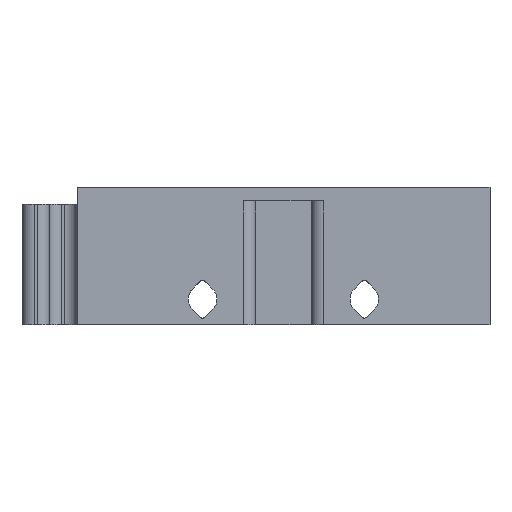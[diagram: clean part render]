
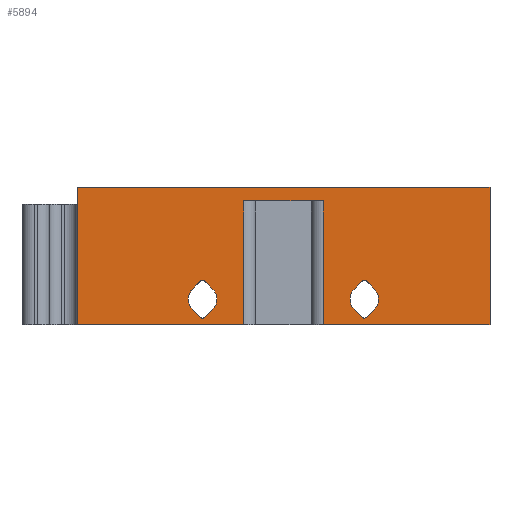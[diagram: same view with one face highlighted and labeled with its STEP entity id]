
A CAD part, front view. The second image highlights one B-rep face of the part: STEP entity #5894.
In plain terms, the highlighted planar face has unit normal (0, -1, 0).
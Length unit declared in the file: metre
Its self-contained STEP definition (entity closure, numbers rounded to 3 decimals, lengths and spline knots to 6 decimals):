
#119=CIRCLE('',#6226,0.0004);
#127=CIRCLE('',#6242,0.002075);
#135=CIRCLE('',#6254,0.002075);
#151=CIRCLE('',#6300,0.0004);
#153=CIRCLE('',#6303,0.002075);
#167=CIRCLE('',#6333,0.002075);
#168=CIRCLE('',#6334,0.0004);
#169=CIRCLE('',#6335,0.0004);
#886=ORIENTED_EDGE('',*,*,#2636,.T.);
#887=ORIENTED_EDGE('',*,*,#2194,.F.);
#888=ORIENTED_EDGE('',*,*,#2637,.T.);
#889=ORIENTED_EDGE('',*,*,#2372,.T.);
#890=ORIENTED_EDGE('',*,*,#2638,.F.);
#891=ORIENTED_EDGE('',*,*,#2639,.T.);
#892=ORIENTED_EDGE('',*,*,#2640,.T.);
#893=ORIENTED_EDGE('',*,*,#2356,.T.);
#894=ORIENTED_EDGE('',*,*,#2641,.F.);
#895=ORIENTED_EDGE('',*,*,#2642,.T.);
#896=ORIENTED_EDGE('',*,*,#2643,.F.);
#897=ORIENTED_EDGE('',*,*,#2599,.F.);
#898=ORIENTED_EDGE('',*,*,#2587,.F.);
#899=ORIENTED_EDGE('',*,*,#2556,.F.);
#900=ORIENTED_EDGE('',*,*,#2584,.F.);
#901=ORIENTED_EDGE('',*,*,#2644,.T.);
#902=ORIENTED_EDGE('',*,*,#2454,.F.);
#903=ORIENTED_EDGE('',*,*,#2469,.T.);
#904=ORIENTED_EDGE('',*,*,#2481,.T.);
#905=ORIENTED_EDGE('',*,*,#2493,.T.);
#906=ORIENTED_EDGE('',*,*,#2518,.T.);
#907=ORIENTED_EDGE('',*,*,#2645,.T.);
#908=ORIENTED_EDGE('',*,*,#2536,.F.);
#909=ORIENTED_EDGE('',*,*,#2504,.T.);
#2194=EDGE_CURVE('',#3099,#3100,#3691,.F.);
#2356=EDGE_CURVE('',#3246,#3245,#3819,.F.);
#2372=EDGE_CURVE('',#3262,#3261,#3827,.F.);
#2454=EDGE_CURVE('',#3339,#3336,#3881,.T.);
#2469=EDGE_CURVE('',#3339,#3353,#119,.T.);
#2481=EDGE_CURVE('',#3353,#3361,#3900,.T.);
#2493=EDGE_CURVE('',#3361,#3369,#127,.T.);
#2504=EDGE_CURVE('',#3377,#3336,#135,.T.);
#2518=EDGE_CURVE('',#3369,#3386,#3920,.T.);
#2536=EDGE_CURVE('',#3377,#3401,#3931,.T.);
#2556=EDGE_CURVE('',#3417,#3414,#3945,.T.);
#2584=EDGE_CURVE('',#3441,#3417,#151,.F.);
#2587=EDGE_CURVE('',#3414,#3442,#153,.F.);
#2599=EDGE_CURVE('',#3442,#3452,#3969,.T.);
#2636=EDGE_CURVE('',#3245,#3100,#3993,.T.);
#2637=EDGE_CURVE('',#3099,#3262,#3994,.F.);
#2638=EDGE_CURVE('',#3481,#3261,#3995,.T.);
#2639=EDGE_CURVE('',#3481,#3482,#3996,.F.);
#2640=EDGE_CURVE('',#3482,#3246,#3997,.F.);
#2641=EDGE_CURVE('',#3483,#3484,#167,.F.);
#2642=EDGE_CURVE('',#3483,#3485,#3998,.T.);
#2643=EDGE_CURVE('',#3452,#3485,#168,.F.);
#2644=EDGE_CURVE('',#3441,#3484,#3999,.T.);
#2645=EDGE_CURVE('',#3386,#3401,#169,.T.);
#3099=VERTEX_POINT('',#8298);
#3100=VERTEX_POINT('',#8300);
#3245=VERTEX_POINT('',#8667);
#3246=VERTEX_POINT('',#8669);
#3261=VERTEX_POINT('',#8699);
#3262=VERTEX_POINT('',#8701);
#3336=VERTEX_POINT('',#8857);
#3339=VERTEX_POINT('',#8862);
#3353=VERTEX_POINT('',#8895);
#3361=VERTEX_POINT('',#8919);
#3369=VERTEX_POINT('',#8943);
#3377=VERTEX_POINT('',#8967);
#3386=VERTEX_POINT('',#8993);
#3401=VERTEX_POINT('',#9031);
#3414=VERTEX_POINT('',#9065);
#3417=VERTEX_POINT('',#9070);
#3441=VERTEX_POINT('',#9126);
#3442=VERTEX_POINT('',#9130);
#3452=VERTEX_POINT('',#9158);
#3481=VERTEX_POINT('',#9231);
#3482=VERTEX_POINT('',#9233);
#3483=VERTEX_POINT('',#9236);
#3484=VERTEX_POINT('',#9237);
#3485=VERTEX_POINT('',#9239);
#3691=LINE('',#8299,#4334);
#3819=LINE('',#8668,#4462);
#3827=LINE('',#8700,#4470);
#3881=LINE('',#8863,#4524);
#3900=LINE('',#8920,#4543);
#3920=LINE('',#8994,#4563);
#3931=LINE('',#9030,#4574);
#3945=LINE('',#9071,#4588);
#3969=LINE('',#9157,#4612);
#3993=LINE('',#9228,#4636);
#3994=LINE('',#9229,#4637);
#3995=LINE('',#9230,#4638);
#3996=LINE('',#9232,#4639);
#3997=LINE('',#9234,#4640);
#3998=LINE('',#9238,#4641);
#3999=LINE('',#9241,#4642);
#4334=VECTOR('',#6643,1.);
#4462=VECTOR('',#6869,1.);
#4470=VECTOR('',#6893,1.);
#4524=VECTOR('',#7009,1.);
#4543=VECTOR('',#7060,1.);
#4563=VECTOR('',#7138,1.);
#4574=VECTOR('',#7171,1.);
#4588=VECTOR('',#7205,1.);
#4612=VECTOR('',#7285,1.);
#4636=VECTOR('',#7345,1.);
#4637=VECTOR('',#7346,1.);
#4638=VECTOR('',#7347,1.);
#4639=VECTOR('',#7348,1.);
#4640=VECTOR('',#7349,1.);
#4641=VECTOR('',#7352,1.);
#4642=VECTOR('',#7355,1.);
#5067=EDGE_LOOP('',(#886,#887,#888,#889,#890,#891,#892,#893));
#5068=EDGE_LOOP('',(#894,#895,#896,#897,#898,#899,#900,#901));
#5069=EDGE_LOOP('',(#902,#903,#904,#905,#906,#907,#908,#909));
#5394=FACE_BOUND('',#5067,.T.);
#5395=FACE_BOUND('',#5068,.T.);
#5396=FACE_BOUND('',#5069,.T.);
#5676=PLANE('',#6332);
#5894=ADVANCED_FACE('',(#5394,#5395,#5396),#5676,.F.);
#6226=AXIS2_PLACEMENT_3D('',#8896,#7033,#7034);
#6242=AXIS2_PLACEMENT_3D('',#8944,#7081,#7082);
#6254=AXIS2_PLACEMENT_3D('',#8966,#7108,#7109);
#6300=AXIS2_PLACEMENT_3D('',#9127,#7250,#7251);
#6303=AXIS2_PLACEMENT_3D('',#9133,#7257,#7258);
#6332=AXIS2_PLACEMENT_3D('',#9227,#7343,#7344);
#6333=AXIS2_PLACEMENT_3D('',#9235,#7350,#7351);
#6334=AXIS2_PLACEMENT_3D('',#9240,#7353,#7354);
#6335=AXIS2_PLACEMENT_3D('',#9242,#7356,#7357);
#6643=DIRECTION('',(-1.,0.,0.));
#6869=DIRECTION('',(-1.,0.,0.));
#6893=DIRECTION('',(-1.,0.,0.));
#7009=DIRECTION('',(0.707,0.,0.707));
#7033=DIRECTION('',(0.,1.,0.));
#7034=DIRECTION('',(-1.,0.,0.));
#7060=DIRECTION('',(-0.707,0.,0.707));
#7081=DIRECTION('',(0.,1.,0.));
#7082=DIRECTION('',(-1.,0.,0.));
#7108=DIRECTION('',(0.,1.,0.));
#7109=DIRECTION('',(-1.,0.,0.));
#7138=DIRECTION('',(0.707,0.,0.707));
#7171=DIRECTION('',(-0.707,0.,0.707));
#7205=DIRECTION('',(0.707,0.,0.707));
#7250=DIRECTION('',(0.,1.,0.));
#7251=DIRECTION('',(-1.,0.,0.));
#7257=DIRECTION('',(0.,1.,0.));
#7258=DIRECTION('',(-1.,0.,0.));
#7285=DIRECTION('',(-0.707,0.,0.707));
#7343=DIRECTION('',(0.,1.,0.));
#7344=DIRECTION('',(-1.,0.,0.));
#7345=DIRECTION('',(0.,0.,1.));
#7346=DIRECTION('',(0.,0.,1.));
#7347=DIRECTION('',(0.,0.,-1.));
#7348=DIRECTION('',(-1.,0.,0.));
#7349=DIRECTION('',(0.,0.,1.));
#7350=DIRECTION('',(0.,1.,0.));
#7351=DIRECTION('',(-1.,0.,0.));
#7352=DIRECTION('',(0.707,0.,0.707));
#7353=DIRECTION('',(0.,1.,0.));
#7354=DIRECTION('',(-1.,0.,0.));
#7355=DIRECTION('',(-0.707,0.,0.707));
#7356=DIRECTION('',(0.,1.,0.));
#7357=DIRECTION('',(-1.,0.,0.));
#8298=CARTESIAN_POINT('',(1.590025,0.630025,0.38));
#8299=CARTESIAN_POINT('',(1.662111,0.630025,0.38));
#8300=CARTESIAN_POINT('',(1.65,0.630025,0.38));
#8667=CARTESIAN_POINT('',(1.65,0.630025,0.36));
#8668=CARTESIAN_POINT('',(1.662111,0.630025,0.36));
#8669=CARTESIAN_POINT('',(1.625778,0.630025,0.36));
#8699=CARTESIAN_POINT('',(1.614222,0.630025,0.36));
#8700=CARTESIAN_POINT('',(1.662111,0.630025,0.36));
#8701=CARTESIAN_POINT('',(1.590025,0.630025,0.36));
#8857=CARTESIAN_POINT('',(1.633201,0.630025,0.362266));
#8862=CARTESIAN_POINT('',(1.632016,0.630025,0.361082));
#8863=CARTESIAN_POINT('',(1.656523,0.630025,0.385588));
#8895=CARTESIAN_POINT('',(1.631451,0.630025,0.361082));
#8896=CARTESIAN_POINT('',(1.631733,0.630025,0.361365));
#8919=CARTESIAN_POINT('',(1.630266,0.630025,0.362266));
#8920=CARTESIAN_POINT('',(1.637322,0.630025,0.355211));
#8943=CARTESIAN_POINT('',(1.630266,0.630025,0.365201));
#8944=CARTESIAN_POINT('',(1.631733,0.630025,0.363733));
#8966=CARTESIAN_POINT('',(1.631733,0.630025,0.363733));
#8967=CARTESIAN_POINT('',(1.633201,0.630025,0.365201));
#8993=CARTESIAN_POINT('',(1.631451,0.630025,0.366385));
#8994=CARTESIAN_POINT('',(1.653588,0.630025,0.388523));
#9030=CARTESIAN_POINT('',(1.640256,0.630025,0.358145));
#9031=CARTESIAN_POINT('',(1.632016,0.630025,0.366385));
#9065=CARTESIAN_POINT('',(1.609734,0.630025,0.362266));
#9070=CARTESIAN_POINT('',(1.608549,0.630025,0.361082));
#9071=CARTESIAN_POINT('',(1.644789,0.630025,0.397322));
#9126=CARTESIAN_POINT('',(1.607984,0.630025,0.361082));
#9127=CARTESIAN_POINT('',(1.608267,0.630025,0.361365));
#9130=CARTESIAN_POINT('',(1.609734,0.630025,0.365201));
#9133=CARTESIAN_POINT('',(1.608267,0.630025,0.363733));
#9157=CARTESIAN_POINT('',(1.628523,0.630025,0.346412));
#9158=CARTESIAN_POINT('',(1.608549,0.630025,0.366385));
#9227=CARTESIAN_POINT('',(1.662111,0.630025,0.38));
#9228=CARTESIAN_POINT('',(1.65,0.630025,0.38));
#9229=CARTESIAN_POINT('',(1.590025,0.630025,0.38));
#9230=CARTESIAN_POINT('',(1.614222,0.630025,0.38));
#9231=CARTESIAN_POINT('',(1.614222,0.630025,0.378));
#9232=CARTESIAN_POINT('',(1.662111,0.630025,0.378));
#9233=CARTESIAN_POINT('',(1.625778,0.630025,0.378));
#9234=CARTESIAN_POINT('',(1.625778,0.630025,0.38));
#9235=CARTESIAN_POINT('',(1.608267,0.630025,0.363733));
#9236=CARTESIAN_POINT('',(1.606799,0.630025,0.365201));
#9237=CARTESIAN_POINT('',(1.606799,0.630025,0.362266));
#9238=CARTESIAN_POINT('',(1.641855,0.630025,0.400256));
#9239=CARTESIAN_POINT('',(1.607984,0.630025,0.366385));
#9240=CARTESIAN_POINT('',(1.608267,0.630025,0.366102));
#9241=CARTESIAN_POINT('',(1.625588,0.630025,0.343477));
#9242=CARTESIAN_POINT('',(1.631733,0.630025,0.366102));
